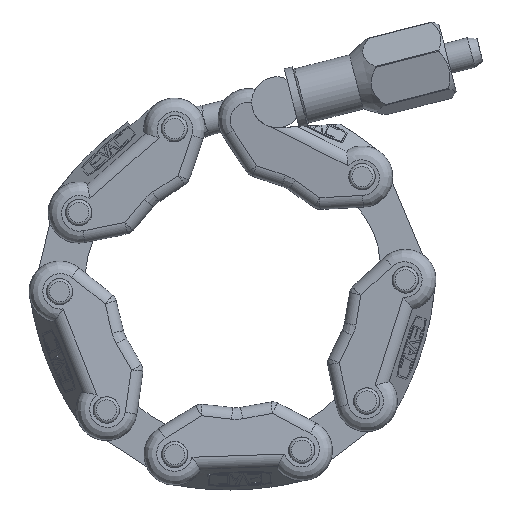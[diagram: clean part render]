
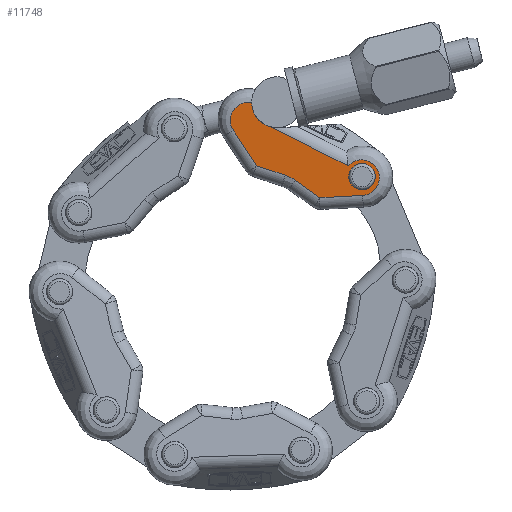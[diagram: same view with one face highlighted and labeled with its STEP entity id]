
A CAD part, left-side view. The second image highlights one B-rep face of the part: STEP entity #11748.
In plain terms, the highlighted face is planar.
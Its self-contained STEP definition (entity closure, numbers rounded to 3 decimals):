
#454=ELLIPSE('',#12471,7.529,7.5);
#467=ELLIPSE('',#12549,2.61,2.6);
#468=ELLIPSE('',#12550,5.019,5.);
#738=B_SPLINE_CURVE_WITH_KNOTS('',3,(#21271,#21272,#21273,#21274,#21275,
#21276,#21277),.UNSPECIFIED.,.F.,.F.,(4,1,1,1,4),(0.,0.25,0.5,0.75,1.),
 .UNSPECIFIED.);
#740=B_SPLINE_CURVE_WITH_KNOTS('',3,(#21365,#21366,#21367,#21368,#21369,
#21370,#21371,#21372,#21373,#21374),.UNSPECIFIED.,.F.,.F.,(4,1,1,1,1,1,
1,4),(0.,0.125,0.25,0.375,0.5,0.625,0.75,1.),.UNSPECIFIED.);
#3720=ORIENTED_EDGE('',*,*,#5855,.F.);
#3721=ORIENTED_EDGE('',*,*,#5856,.T.);
#3722=ORIENTED_EDGE('',*,*,#5857,.T.);
#3723=ORIENTED_EDGE('',*,*,#5556,.F.);
#3724=ORIENTED_EDGE('',*,*,#5858,.F.);
#3725=ORIENTED_EDGE('',*,*,#5859,.F.);
#3726=ORIENTED_EDGE('',*,*,#5600,.F.);
#3727=ORIENTED_EDGE('',*,*,#5860,.F.);
#3728=ORIENTED_EDGE('',*,*,#5861,.F.);
#3729=ORIENTED_EDGE('',*,*,#5558,.F.);
#5556=EDGE_CURVE('',#6887,#6882,#738,.F.);
#5558=EDGE_CURVE('',#6888,#6890,#740,.F.);
#5600=EDGE_CURVE('',#6931,#6932,#454,.T.);
#5855=EDGE_CURVE('',#7093,#7093,#467,.T.);
#5856=EDGE_CURVE('',#6888,#7094,#8220,.T.);
#5857=EDGE_CURVE('',#7094,#6882,#468,.T.);
#5858=EDGE_CURVE('',#6937,#6887,#8221,.T.);
#5859=EDGE_CURVE('',#6932,#6937,#8222,.T.);
#5860=EDGE_CURVE('',#6926,#6931,#8223,.T.);
#5861=EDGE_CURVE('',#6890,#6926,#8224,.T.);
#6882=VERTEX_POINT('',#21246);
#6887=VERTEX_POINT('',#21270);
#6888=VERTEX_POINT('',#21363);
#6890=VERTEX_POINT('',#21375);
#6926=VERTEX_POINT('',#21560);
#6931=VERTEX_POINT('',#21606);
#6932=VERTEX_POINT('',#21608);
#6937=VERTEX_POINT('',#21684);
#7093=VERTEX_POINT('',#22867);
#7094=VERTEX_POINT('',#22869);
#8220=LINE('',#22868,#9305);
#8221=LINE('',#22871,#9306);
#8222=LINE('',#22872,#9307);
#8223=LINE('',#22873,#9308);
#8224=LINE('',#22874,#9309);
#9305=VECTOR('',#14854,1000.);
#9306=VECTOR('',#14857,1000.);
#9307=VECTOR('',#14858,1000.);
#9308=VECTOR('',#14859,1000.);
#9309=VECTOR('',#14860,1000.);
#9970=EDGE_LOOP('',(#3720));
#9971=EDGE_LOOP('',(#3721,#3722,#3723,#3724,#3725,#3726,#3727,#3728,#3729));
#10691=FACE_BOUND('',#9970,.T.);
#10692=FACE_BOUND('',#9971,.T.);
#11197=PLANE('',#12548);
#11748=ADVANCED_FACE('',(#10691,#10692),#11197,.T.);
#12471=AXIS2_PLACEMENT_3D('',#21607,#14520,#14521);
#12548=AXIS2_PLACEMENT_3D('',#22865,#14850,#14851);
#12549=AXIS2_PLACEMENT_3D('',#22866,#14852,#14853);
#12550=AXIS2_PLACEMENT_3D('',#22870,#14855,#14856);
#14520=DIRECTION('',(0.996,-0.087,0.));
#14521=DIRECTION('',(0.087,0.996,0.));
#14850=DIRECTION('',(0.996,-0.087,0.));
#14851=DIRECTION('',(0.,0.,-1.));
#14852=DIRECTION('',(0.996,-0.087,0.));
#14853=DIRECTION('',(-0.087,-0.996,0.));
#14854=DIRECTION('',(0.,0.,1.));
#14855=DIRECTION('',(-0.996,0.087,0.));
#14856=DIRECTION('',(0.087,0.996,0.));
#14857=DIRECTION('',(0.044,0.5,0.865));
#14858=DIRECTION('',(-0.013,-0.148,0.989));
#14859=DIRECTION('',(0.013,0.148,0.989));
#14860=DIRECTION('',(-0.044,-0.5,0.865));
#21246=CARTESIAN_POINT('',(10.232,4.394,13.418));
#21270=CARTESIAN_POINT('',(9.671,-2.014,14.25));
#21271=CARTESIAN_POINT('',(10.232,4.394,13.418));
#21272=CARTESIAN_POINT('',(10.216,4.213,14.085));
#21273=CARTESIAN_POINT('',(10.15,3.455,15.292));
#21274=CARTESIAN_POINT('',(9.978,1.494,16.178));
#21275=CARTESIAN_POINT('',(9.793,-0.627,15.821));
#21276=CARTESIAN_POINT('',(9.702,-1.668,14.849));
#21277=CARTESIAN_POINT('',(9.671,-2.014,14.25));
#21363=CARTESIAN_POINT('',(10.011,1.87,-9.105));
#21365=CARTESIAN_POINT('',(9.671,-2.014,-14.25));
#21366=CARTESIAN_POINT('',(9.697,-1.725,-14.75));
#21367=CARTESIAN_POINT('',(9.769,-0.902,-15.598));
#21368=CARTESIAN_POINT('',(9.917,0.793,-16.138));
#21369=CARTESIAN_POINT('',(10.07,2.541,-15.811));
#21370=CARTESIAN_POINT('',(10.191,3.926,-14.696));
#21371=CARTESIAN_POINT('',(10.252,4.618,-13.06));
#21372=CARTESIAN_POINT('',(10.233,4.403,-10.692));
#21373=CARTESIAN_POINT('',(10.109,2.992,-9.387));
#21374=CARTESIAN_POINT('',(10.011,1.87,-9.105));
#21375=CARTESIAN_POINT('',(9.671,-2.014,-14.25));
#21560=CARTESIAN_POINT('',(9.304,-6.211,-6.98));
#21606=CARTESIAN_POINT('',(9.381,-5.334,-1.109));
#21607=CARTESIAN_POINT('',(8.732,-12.751,0.));
#21608=CARTESIAN_POINT('',(9.381,-5.334,1.109));
#21684=CARTESIAN_POINT('',(9.304,-6.211,6.98));
#22865=CARTESIAN_POINT('',(10.011,1.87,0.));
#22866=CARTESIAN_POINT('',(9.956,1.235,-12.5));
#22867=CARTESIAN_POINT('',(9.728,-1.365,-12.5));
#22868=CARTESIAN_POINT('',(10.011,1.87,-9.105));
#22869=CARTESIAN_POINT('',(10.011,1.87,7.846));
#22870=CARTESIAN_POINT('',(10.437,6.735,9.));
#22871=CARTESIAN_POINT('',(9.304,-6.211,6.98));
#22872=CARTESIAN_POINT('',(9.381,-5.334,1.109));
#22873=CARTESIAN_POINT('',(9.304,-6.211,-6.98));
#22874=CARTESIAN_POINT('',(9.671,-2.014,-14.25));
